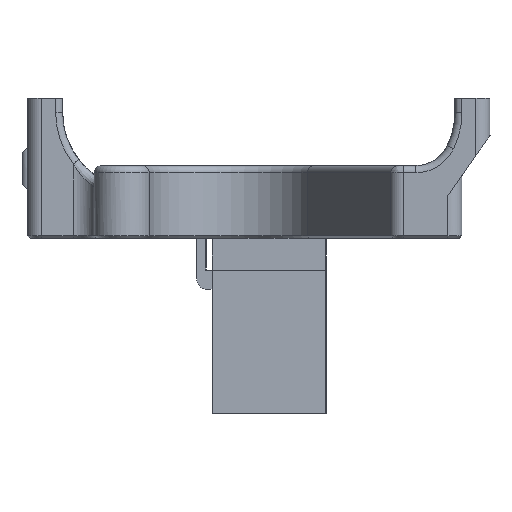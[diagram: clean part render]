
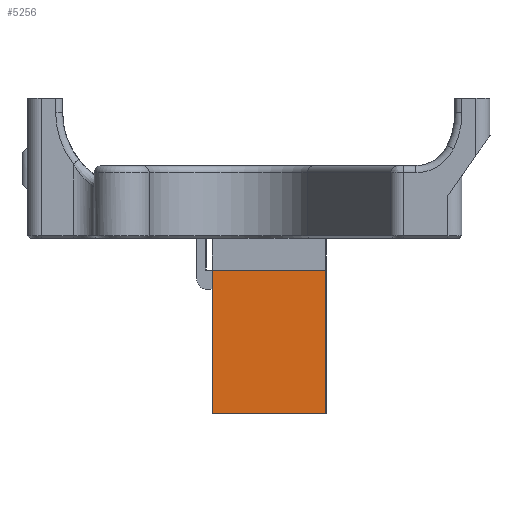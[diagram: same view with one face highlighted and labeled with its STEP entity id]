
A CAD part, left-side view. The second image highlights one B-rep face of the part: STEP entity #5256.
In plain terms, the highlighted face is planar.
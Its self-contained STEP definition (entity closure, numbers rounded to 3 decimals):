
#475=FACE_OUTER_BOUND('',#769,.T.);
#769=EDGE_LOOP('',(#3545,#3546,#3547,#3548));
#1118=LINE('',#7732,#1647);
#1121=LINE('',#7737,#1650);
#1122=LINE('',#7739,#1651);
#1123=LINE('',#7740,#1652);
#1647=VECTOR('',#6171,10.);
#1650=VECTOR('',#6176,10.);
#1651=VECTOR('',#6177,10.);
#1652=VECTOR('',#6178,10.);
#2161=VERTEX_POINT('',#7730);
#2162=VERTEX_POINT('',#7731);
#2163=VERTEX_POINT('',#7736);
#2164=VERTEX_POINT('',#7738);
#2702=EDGE_CURVE('',#2161,#2162,#1118,.T.);
#2705=EDGE_CURVE('',#2162,#2163,#1121,.T.);
#2706=EDGE_CURVE('',#2164,#2163,#1122,.T.);
#2707=EDGE_CURVE('',#2161,#2164,#1123,.T.);
#3545=ORIENTED_EDGE('',*,*,#2702,.T.);
#3546=ORIENTED_EDGE('',*,*,#2705,.T.);
#3547=ORIENTED_EDGE('',*,*,#2706,.F.);
#3548=ORIENTED_EDGE('',*,*,#2707,.F.);
#5082=PLANE('',#5581);
#5256=ADVANCED_FACE('',(#475),#5082,.T.);
#5581=AXIS2_PLACEMENT_3D('',#7735,#6174,#6175);
#6171=DIRECTION('',(1.,0.,0.));
#6174=DIRECTION('center_axis',(0.,0.,-1.));
#6175=DIRECTION('ref_axis',(1.,0.,0.));
#6176=DIRECTION('',(0.,-1.,0.));
#6177=DIRECTION('',(1.,0.,0.));
#6178=DIRECTION('',(0.,-1.,0.));
#7730=CARTESIAN_POINT('',(-8.075,-14.5,-7.25));
#7731=CARTESIAN_POINT('',(8.075,-14.5,-7.25));
#7732=CARTESIAN_POINT('',(-4.038,-14.5,-7.25));
#7735=CARTESIAN_POINT('Origin',(-8.075,0.,-7.25));
#7736=CARTESIAN_POINT('',(8.075,-35.,-7.25));
#7737=CARTESIAN_POINT('',(8.075,0.,-7.25));
#7738=CARTESIAN_POINT('',(-8.075,-35.,-7.25));
#7739=CARTESIAN_POINT('',(-8.075,-35.,-7.25));
#7740=CARTESIAN_POINT('',(-8.075,0.,-7.25));
